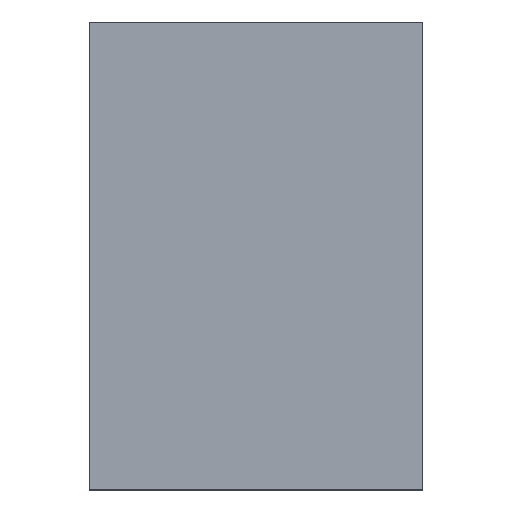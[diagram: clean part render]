
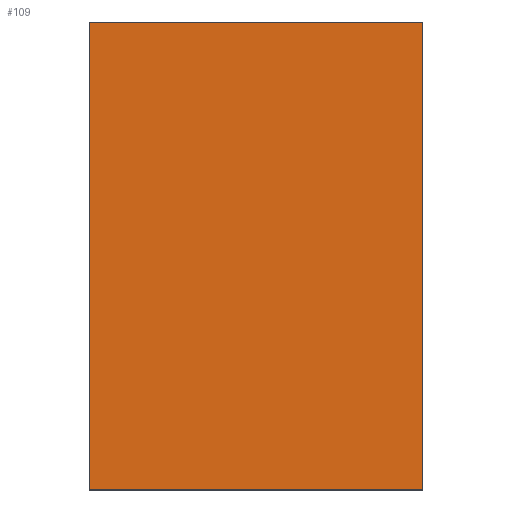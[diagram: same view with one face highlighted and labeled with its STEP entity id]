
A CAD part, top view. The second image highlights one B-rep face of the part: STEP entity #109.
In plain terms, the highlighted planar face has unit normal (0, 0, 1).
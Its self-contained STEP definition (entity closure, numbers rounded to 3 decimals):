
#6 = LINE ( 'NONE', #172, #180 ) ;
#9 = ORIENTED_EDGE ( 'NONE', *, *, #93, .T. ) ;
#14 = LINE ( 'NONE', #50, #226 ) ;
#22 = DIRECTION ( 'NONE',  ( 1., 0., 0. ) ) ;
#23 = FACE_OUTER_BOUND ( 'NONE', #157, .T. ) ;
#24 = CARTESIAN_POINT ( 'NONE',  ( -127., -178., 3. ) ) ;
#33 = LINE ( 'NONE', #75, #195 ) ;
#41 = CARTESIAN_POINT ( 'NONE',  ( -127., 178., 3. ) ) ;
#50 = CARTESIAN_POINT ( 'NONE',  ( -127., 178., 3. ) ) ;
#51 = EDGE_CURVE ( 'NONE', #236, #92, #14, .T. ) ;
#54 = ORIENTED_EDGE ( 'NONE', *, *, #90, .T. ) ;
#58 = EDGE_CURVE ( 'NONE', #158, #236, #202, .T. ) ;
#59 = ORIENTED_EDGE ( 'NONE', *, *, #51, .T. ) ;
#60 = VERTEX_POINT ( 'NONE', #83 ) ;
#66 = DIRECTION ( 'NONE',  ( 0., -1., 0. ) ) ;
#69 = DIRECTION ( 'NONE',  ( 0., 0., 1. ) ) ;
#74 = CARTESIAN_POINT ( 'NONE',  ( -127., 178., 3. ) ) ;
#75 = CARTESIAN_POINT ( 'NONE',  ( 127., 178., 3. ) ) ;
#83 = CARTESIAN_POINT ( 'NONE',  ( 127., -178., 3. ) ) ;
#90 = EDGE_CURVE ( 'NONE', #92, #60, #6, .T. ) ;
#92 = VERTEX_POINT ( 'NONE', #24 ) ;
#93 = EDGE_CURVE ( 'NONE', #60, #158, #33, .T. ) ;
#109 = ADVANCED_FACE ( 'NONE', ( #23 ), #128, .T. ) ;
#110 = DIRECTION ( 'NONE',  ( 1., 0., 0. ) ) ;
#111 = ORIENTED_EDGE ( 'NONE', *, *, #58, .T. ) ;
#128 = PLANE ( 'NONE',  #198 ) ;
#157 = EDGE_LOOP ( 'NONE', ( #59, #54, #9, #111 ) ) ;
#158 = VERTEX_POINT ( 'NONE', #224 ) ;
#159 = DIRECTION ( 'NONE',  ( 0., 1., 0. ) ) ;
#172 = CARTESIAN_POINT ( 'NONE',  ( -127., -178., 3. ) ) ;
#180 = VECTOR ( 'NONE', #22, 1000. ) ;
#182 = DIRECTION ( 'NONE',  ( -1., 0., 0. ) ) ;
#195 = VECTOR ( 'NONE', #159, 1000. ) ;
#198 = AXIS2_PLACEMENT_3D ( 'NONE', #222, #69, #110 ) ;
#202 = LINE ( 'NONE', #41, #212 ) ;
#212 = VECTOR ( 'NONE', #182, 1000. ) ;
#222 = CARTESIAN_POINT ( 'NONE',  ( -127., -178., 3. ) ) ;
#224 = CARTESIAN_POINT ( 'NONE',  ( 127., 178., 3. ) ) ;
#226 = VECTOR ( 'NONE', #66, 1000. ) ;
#236 = VERTEX_POINT ( 'NONE', #74 ) ;
